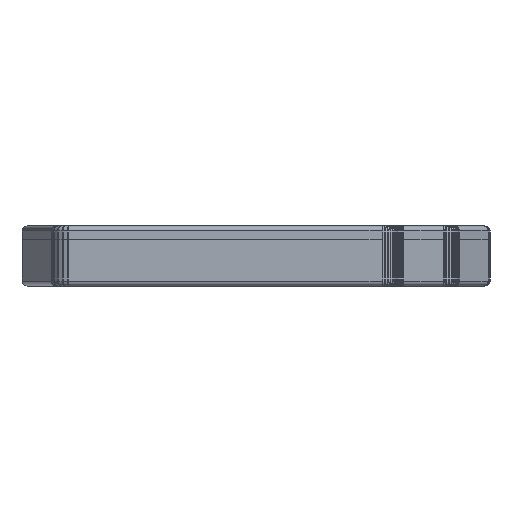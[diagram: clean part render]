
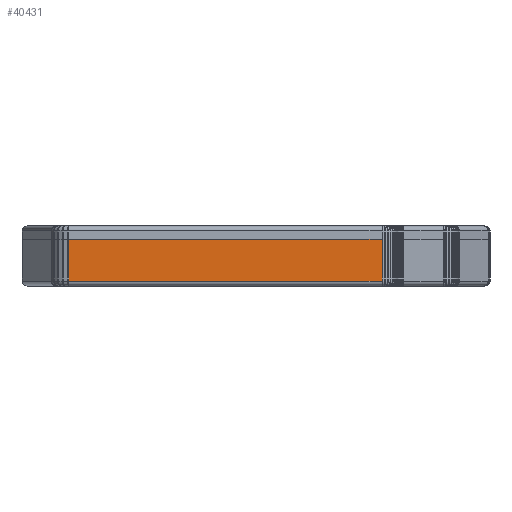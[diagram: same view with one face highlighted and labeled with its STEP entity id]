
A CAD part, left-side view. The second image highlights one B-rep face of the part: STEP entity #40431.
In plain terms, the highlighted planar face has unit normal (-1, 0, 0).
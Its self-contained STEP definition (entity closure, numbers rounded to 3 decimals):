
#673=PLANE('',#43097);
#2189=LINE('',#58923,#6919);
#2421=LINE('',#60009,#7151);
#2422=LINE('',#60011,#7152);
#2424=LINE('',#60014,#7154);
#6919=VECTOR('',#46405,10.);
#7151=VECTOR('',#47383,10.);
#7152=VECTOR('',#47386,10.);
#7154=VECTOR('',#47390,10.);
#12364=FACE_OUTER_BOUND('',#14672,.T.);
#14672=EDGE_LOOP('',(#29924,#29925,#29926,#29927));
#18277=VERTEX_POINT('',#58920);
#18278=VERTEX_POINT('',#58922);
#18566=VERTEX_POINT('',#59874);
#18569=VERTEX_POINT('',#59885);
#22144=EDGE_CURVE('',#18278,#18277,#2189,.T.);
#22609=EDGE_CURVE('',#18277,#18569,#2421,.T.);
#22610=EDGE_CURVE('',#18569,#18566,#2422,.T.);
#22612=EDGE_CURVE('',#18566,#18278,#2424,.T.);
#29924=ORIENTED_EDGE('',*,*,#22609,.T.);
#29925=ORIENTED_EDGE('',*,*,#22610,.T.);
#29926=ORIENTED_EDGE('',*,*,#22612,.T.);
#29927=ORIENTED_EDGE('',*,*,#22144,.T.);
#40431=ADVANCED_FACE('',(#12364),#673,.F.);
#43097=AXIS2_PLACEMENT_3D('',#60509,#48104,#48105);
#46405=DIRECTION('',(0.,1.,0.));
#47383=DIRECTION('',(0.,0.,-1.));
#47386=DIRECTION('',(0.,-1.,0.));
#47390=DIRECTION('',(0.,0.,1.));
#48104=DIRECTION('center_axis',(1.,0.,0.));
#48105=DIRECTION('ref_axis',(0.,-1.,0.));
#58920=CARTESIAN_POINT('',(-145.845,-8.026,9.4));
#58922=CARTESIAN_POINT('',(-145.845,-83.054,9.4));
#58923=CARTESIAN_POINT('',(-145.845,-28.281,9.4));
#59874=CARTESIAN_POINT('',(-145.845,-83.054,-0.6));
#59885=CARTESIAN_POINT('',(-145.845,-8.026,-0.6));
#60009=CARTESIAN_POINT('',(-145.845,-8.026,0.));
#60011=CARTESIAN_POINT('',(-145.845,-28.281,-0.6));
#60014=CARTESIAN_POINT('',(-145.845,-83.054,0.));
#60509=CARTESIAN_POINT('Origin',(-145.845,-8.166,0.));
